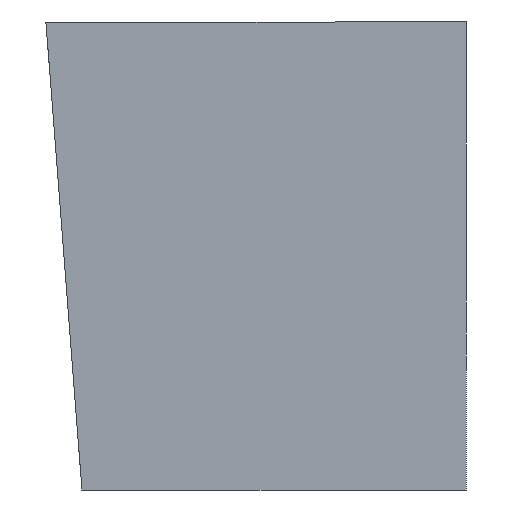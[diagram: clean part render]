
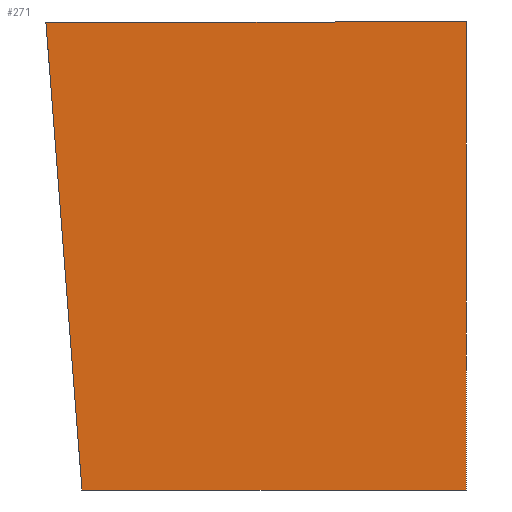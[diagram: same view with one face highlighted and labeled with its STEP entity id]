
A CAD part, left-side view. The second image highlights one B-rep face of the part: STEP entity #271.
In plain terms, the highlighted planar face has unit normal (-1, 0, 0).
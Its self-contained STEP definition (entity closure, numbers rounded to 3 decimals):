
#6 = EDGE_CURVE ( 'NONE', #54, #49, #276, .T. ) ;
#20 = AXIS2_PLACEMENT_3D ( 'NONE', #125, #126, #127 ) ;
#46 = PLANE ( 'NONE',  #20 ) ;
#49 = VERTEX_POINT ( 'NONE', #92 ) ;
#54 = VERTEX_POINT ( 'NONE', #97 ) ;
#60 = VERTEX_POINT ( 'NONE', #103 ) ;
#62 = VERTEX_POINT ( 'NONE', #105 ) ;
#75 = CARTESIAN_POINT ( 'NONE',  ( -8.001, 0., 3.048 ) ) ;
#76 = DIRECTION ( 'NONE',  ( 0., 0., -1. ) ) ;
#92 = CARTESIAN_POINT ( 'NONE',  ( -8.001, 0., -3.048 ) ) ;
#97 = CARTESIAN_POINT ( 'NONE',  ( -8.001, 0., 3.048 ) ) ;
#103 = CARTESIAN_POINT ( 'NONE',  ( -8.001, 5.473, 3.048 ) ) ;
#105 = CARTESIAN_POINT ( 'NONE',  ( -8.001, 5.004, -3.048 ) ) ;
#125 = CARTESIAN_POINT ( 'NONE',  ( -8.001, 0., 3.048 ) ) ;
#126 = DIRECTION ( 'NONE',  ( 1., 0., 0. ) ) ;
#127 = DIRECTION ( 'NONE',  ( 0., 0., -1. ) ) ;
#148 = CARTESIAN_POINT ( 'NONE',  ( -8.001, 0., -3.048 ) ) ;
#149 = DIRECTION ( 'NONE',  ( 0., -1., 0. ) ) ;
#159 = CARTESIAN_POINT ( 'NONE',  ( -8.001, 0., 3.048 ) ) ;
#160 = DIRECTION ( 'NONE',  ( 0., -1., 0. ) ) ;
#164 = CARTESIAN_POINT ( 'NONE',  ( -8.001, 5.004, -3.048 ) ) ;
#165 = DIRECTION ( 'NONE',  ( 0., -0.077, -0.997 ) ) ;
#206 = VECTOR ( 'NONE', #149, 1000. ) ;
#209 = LINE ( 'NONE', #148, #206 ) ;
#214 = LINE ( 'NONE', #164, #258 ) ;
#215 = LINE ( 'NONE', #159, #216 ) ;
#216 = VECTOR ( 'NONE', #160, 1000. ) ;
#258 = VECTOR ( 'NONE', #165, 1000. ) ;
#271 = ADVANCED_FACE ( 'NONE', ( #289 ), #46, .F. ) ;
#276 = LINE ( 'NONE', #75, #278 ) ;
#278 = VECTOR ( 'NONE', #76, 1000. ) ;
#289 = FACE_OUTER_BOUND ( 'NONE', #325, .T. ) ;
#325 = EDGE_LOOP ( 'NONE', ( #361, #360, #359, #358 ) ) ;
#358 = ORIENTED_EDGE ( 'NONE', *, *, #6, .F. ) ;
#359 = ORIENTED_EDGE ( 'NONE', *, *, #376, .T. ) ;
#360 = ORIENTED_EDGE ( 'NONE', *, *, #382, .T. ) ;
#361 = ORIENTED_EDGE ( 'NONE', *, *, #380, .F. ) ;
#376 = EDGE_CURVE ( 'NONE', #62, #49, #209, .T. ) ;
#380 = EDGE_CURVE ( 'NONE', #60, #54, #215, .T. ) ;
#382 = EDGE_CURVE ( 'NONE', #60, #62, #214, .T. ) ;
